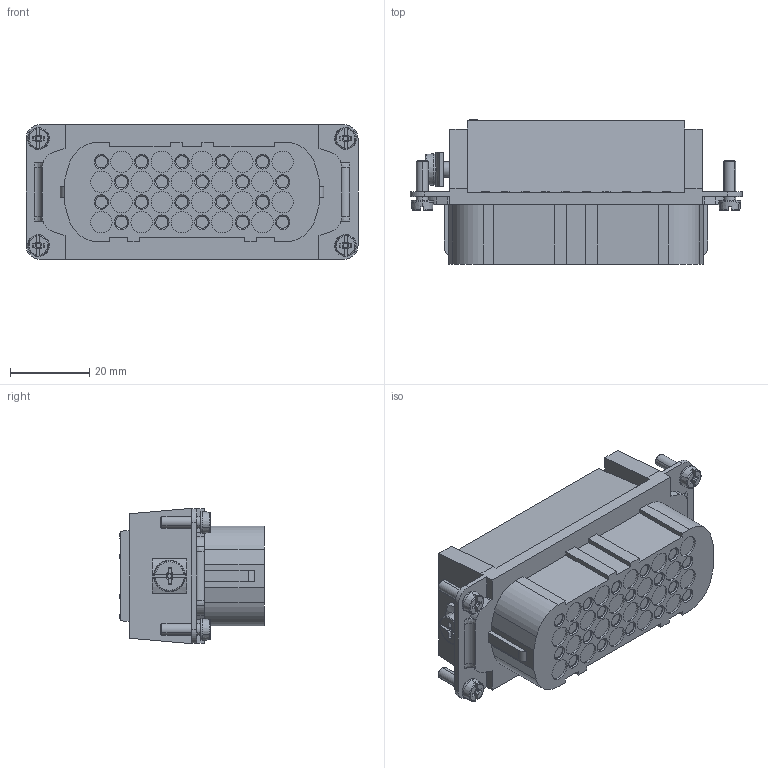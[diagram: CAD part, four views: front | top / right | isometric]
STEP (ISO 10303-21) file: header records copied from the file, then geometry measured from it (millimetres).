
FILE_DESCRIPTION(/* description */ (''),/* implementation_level */ '2;1');
FILE_NAME(/* name */ 'C146_10B040_500_2.stp',/* time_stamp */ '2016-04-12T14:16:29+02:00',/* author */ (''),/* organization */ (''),/* preprocessor_version */ 'ST-DEVELOPER v15',/* originating_system */ 'SIEMENS PLM Software NX 9.0',/* authorisation */ '');
FILE_SCHEMA (('CONFIG_CONTROL_DESIGN'));
Length unit declared in the file: millimetre
Products named in the file (1): c146 10b040 500 2nxm001-06
Bounding box: 83.7 x 36.5 x 34 mm (x, y, z)
Volume: 59158.5 mm3; surface area: 14132.8 mm2
Topology: 1 solids, 3 shells, 786 faces, 1928 edges, 1288 vertices
Faces by surface type: plane 496, cylinder 190, cone 66, torus 16, extrusion 12, bspline 6
Full cylindrical faces by diameter (mm): 0.24 x2, 0.48 x4, 0.5 x2, 3.05 x20, 3.3 x1, 4 x2, 4.5 x40, 5.4 x20, 8 x1
Entity records: 22814 total; most frequent: CARTESIAN_POINT 5009, DIRECTION 3582, ORIENTED_EDGE 3500, EDGE_CURVE 1750, AXIS2_PLACEMENT_3D 1256, VERTEX_POINT 1226, VECTOR 1070, LINE 1058
